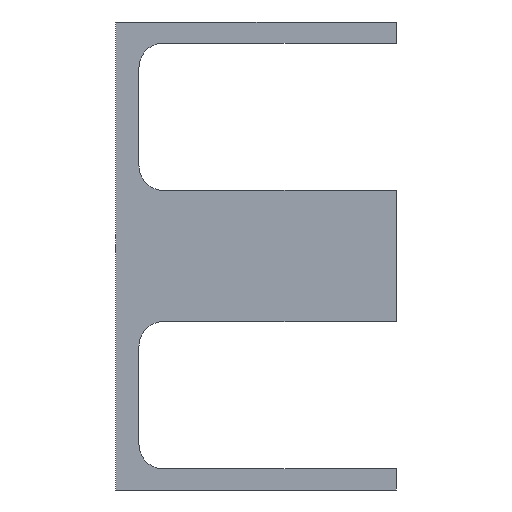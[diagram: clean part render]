
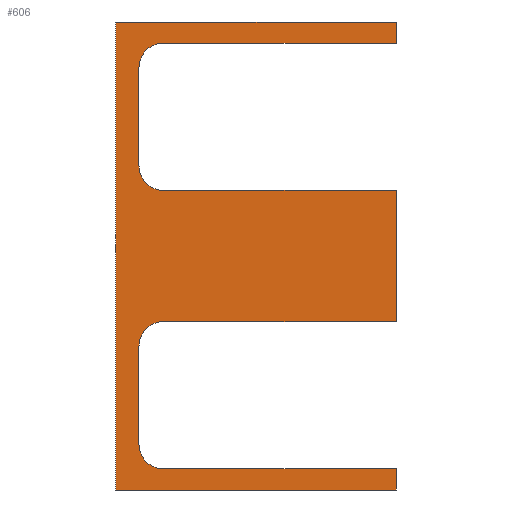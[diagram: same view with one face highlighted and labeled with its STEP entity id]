
A CAD part, left-side view. The second image highlights one B-rep face of the part: STEP entity #606.
In plain terms, the highlighted planar face has unit normal (-1, 0, 0).
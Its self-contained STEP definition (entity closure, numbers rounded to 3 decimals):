
#22 = EDGE_CURVE ( 'NONE', #334, #333, #236, .T. ) ;
#24 = EDGE_CURVE ( 'NONE', #336, #335, #237, .T. ) ;
#27 = EDGE_CURVE ( 'NONE', #335, #334, #243, .T. ) ;
#29 = EDGE_CURVE ( 'NONE', #332, #331, #249, .T. ) ;
#31 = EDGE_CURVE ( 'NONE', #333, #332, #250, .T. ) ;
#33 = EDGE_CURVE ( 'NONE', #328, #327, #256, .T. ) ;
#35 = EDGE_CURVE ( 'NONE', #331, #330, #257, .T. ) ;
#37 = EDGE_CURVE ( 'NONE', #330, #329, #261, .T. ) ;
#39 = EDGE_CURVE ( 'NONE', #329, #328, #265, .T. ) ;
#41 = EDGE_CURVE ( 'NONE', #326, #325, #271, .T. ) ;
#43 = EDGE_CURVE ( 'NONE', #327, #326, #272, .T. ) ;
#46 = EDGE_CURVE ( 'NONE', #325, #324, #278, .T. ) ;
#48 = EDGE_CURVE ( 'NONE', #324, #353, #282, .T. ) ;
#50 = EDGE_CURVE ( 'NONE', #353, #354, #286, .T. ) ;
#51 = EDGE_CURVE ( 'NONE', #354, #355, #288, .T. ) ;
#52 = EDGE_CURVE ( 'NONE', #355, #336, #290, .T. ) ;
#53 = AXIS2_PLACEMENT_3D ( 'NONE', #392, #395, #396 ) ;
#54 = AXIS2_PLACEMENT_3D ( 'NONE', #397, #410, #411 ) ;
#56 = AXIS2_PLACEMENT_3D ( 'NONE', #412, #419, #420 ) ;
#57 = AXIS2_PLACEMENT_3D ( 'NONE', #421, #436, #437 ) ;
#78 = AXIS2_PLACEMENT_3D ( 'NONE', #560, #566, #567 ) ;
#117 = EDGE_LOOP ( 'NONE', ( #188, #189, #190, #191, #192, #193, #194, #195, #196, #197, #198, #199, #200, #201, #202, #203 ) ) ;
#188 = ORIENTED_EDGE ( 'NONE', *, *, #51, .F. ) ;
#189 = ORIENTED_EDGE ( 'NONE', *, *, #50, .F. ) ;
#190 = ORIENTED_EDGE ( 'NONE', *, *, #48, .F. ) ;
#191 = ORIENTED_EDGE ( 'NONE', *, *, #46, .F. ) ;
#192 = ORIENTED_EDGE ( 'NONE', *, *, #41, .F. ) ;
#193 = ORIENTED_EDGE ( 'NONE', *, *, #43, .F. ) ;
#194 = ORIENTED_EDGE ( 'NONE', *, *, #33, .F. ) ;
#195 = ORIENTED_EDGE ( 'NONE', *, *, #39, .F. ) ;
#196 = ORIENTED_EDGE ( 'NONE', *, *, #37, .F. ) ;
#197 = ORIENTED_EDGE ( 'NONE', *, *, #35, .F. ) ;
#198 = ORIENTED_EDGE ( 'NONE', *, *, #29, .F. ) ;
#199 = ORIENTED_EDGE ( 'NONE', *, *, #31, .F. ) ;
#200 = ORIENTED_EDGE ( 'NONE', *, *, #22, .F. ) ;
#201 = ORIENTED_EDGE ( 'NONE', *, *, #27, .F. ) ;
#202 = ORIENTED_EDGE ( 'NONE', *, *, #24, .F. ) ;
#203 = ORIENTED_EDGE ( 'NONE', *, *, #52, .F. ) ;
#236 = CIRCLE ( 'NONE', #53, 5.25 ) ;
#237 = LINE ( 'NONE', #399, #238 ) ;
#238 = VECTOR ( 'NONE', #400, 1000. ) ;
#243 = LINE ( 'NONE', #405, #244 ) ;
#244 = VECTOR ( 'NONE', #406, 1000. ) ;
#249 = CIRCLE ( 'NONE', #54, 5.25 ) ;
#250 = LINE ( 'NONE', #414, #251 ) ;
#251 = VECTOR ( 'NONE', #415, 1000. ) ;
#256 = CIRCLE ( 'NONE', #56, 5.25 ) ;
#257 = LINE ( 'NONE', #423, #258 ) ;
#258 = VECTOR ( 'NONE', #424, 1000. ) ;
#261 = LINE ( 'NONE', #427, #262 ) ;
#262 = VECTOR ( 'NONE', #428, 1000. ) ;
#265 = LINE ( 'NONE', #431, #266 ) ;
#266 = VECTOR ( 'NONE', #432, 1000. ) ;
#271 = CIRCLE ( 'NONE', #57, 5.25 ) ;
#272 = LINE ( 'NONE', #440, #273 ) ;
#273 = VECTOR ( 'NONE', #441, 1000. ) ;
#278 = LINE ( 'NONE', #446, #279 ) ;
#279 = VECTOR ( 'NONE', #447, 1000. ) ;
#282 = LINE ( 'NONE', #450, #283 ) ;
#283 = VECTOR ( 'NONE', #451, 1000. ) ;
#286 = LINE ( 'NONE', #454, #287 ) ;
#287 = VECTOR ( 'NONE', #455, 1000. ) ;
#288 = LINE ( 'NONE', #456, #289 ) ;
#289 = VECTOR ( 'NONE', #457, 1000. ) ;
#290 = LINE ( 'NONE', #459, #291 ) ;
#291 = VECTOR ( 'NONE', #460, 1000. ) ;
#315 = FACE_OUTER_BOUND ( 'NONE', #117, .T. ) ;
#324 = VERTEX_POINT ( 'NONE', #458 ) ;
#325 = VERTEX_POINT ( 'NONE', #463 ) ;
#326 = VERTEX_POINT ( 'NONE', #461 ) ;
#327 = VERTEX_POINT ( 'NONE', #464 ) ;
#328 = VERTEX_POINT ( 'NONE', #438 ) ;
#329 = VERTEX_POINT ( 'NONE', #465 ) ;
#330 = VERTEX_POINT ( 'NONE', #462 ) ;
#331 = VERTEX_POINT ( 'NONE', #466 ) ;
#332 = VERTEX_POINT ( 'NONE', #435 ) ;
#333 = VERTEX_POINT ( 'NONE', #467 ) ;
#334 = VERTEX_POINT ( 'NONE', #468 ) ;
#335 = VERTEX_POINT ( 'NONE', #469 ) ;
#336 = VERTEX_POINT ( 'NONE', #470 ) ;
#353 = VERTEX_POINT ( 'NONE', #487 ) ;
#354 = VERTEX_POINT ( 'NONE', #488 ) ;
#355 = VERTEX_POINT ( 'NONE', #489 ) ;
#392 = CARTESIAN_POINT ( 'NONE',  ( 0., 49.75, 40.25 ) ) ;
#395 = DIRECTION ( 'NONE',  ( -1., 0., 0. ) ) ;
#396 = DIRECTION ( 'NONE',  ( 0., 0., 1. ) ) ;
#397 = CARTESIAN_POINT ( 'NONE',  ( 0., 49.75, 19.25 ) ) ;
#399 = CARTESIAN_POINT ( 'NONE',  ( 0., 0., 0. ) ) ;
#400 = DIRECTION ( 'NONE',  ( 0., 0., -1. ) ) ;
#405 = CARTESIAN_POINT ( 'NONE',  ( 0., 0., 45.5 ) ) ;
#406 = DIRECTION ( 'NONE',  ( 0., 1., 0. ) ) ;
#410 = DIRECTION ( 'NONE',  ( -1., 0., 0. ) ) ;
#411 = DIRECTION ( 'NONE',  ( 0., 0., 1. ) ) ;
#412 = CARTESIAN_POINT ( 'NONE',  ( 0., 49.75, -19.25 ) ) ;
#414 = CARTESIAN_POINT ( 'NONE',  ( 0., 55., 0. ) ) ;
#415 = DIRECTION ( 'NONE',  ( 0., 0., -1. ) ) ;
#419 = DIRECTION ( 'NONE',  ( -1., 0., 0. ) ) ;
#420 = DIRECTION ( 'NONE',  ( 0., 0., 1. ) ) ;
#421 = CARTESIAN_POINT ( 'NONE',  ( 0., 49.75, -40.25 ) ) ;
#423 = CARTESIAN_POINT ( 'NONE',  ( 0., 0., 14. ) ) ;
#424 = DIRECTION ( 'NONE',  ( 0., -1., 0. ) ) ;
#427 = CARTESIAN_POINT ( 'NONE',  ( 0., 0., 0. ) ) ;
#428 = DIRECTION ( 'NONE',  ( 0., 0., -1. ) ) ;
#431 = CARTESIAN_POINT ( 'NONE',  ( 0., 0., -14. ) ) ;
#432 = DIRECTION ( 'NONE',  ( 0., 1., 0. ) ) ;
#435 = CARTESIAN_POINT ( 'NONE',  ( 0., 55., 19.25 ) ) ;
#436 = DIRECTION ( 'NONE',  ( -1., 0., 0. ) ) ;
#437 = DIRECTION ( 'NONE',  ( 0., 0., 1. ) ) ;
#438 = CARTESIAN_POINT ( 'NONE',  ( 0., 49.75, -14. ) ) ;
#440 = CARTESIAN_POINT ( 'NONE',  ( 0., 55., 0. ) ) ;
#441 = DIRECTION ( 'NONE',  ( 0., 0., -1. ) ) ;
#446 = CARTESIAN_POINT ( 'NONE',  ( 0., 0., -45.5 ) ) ;
#447 = DIRECTION ( 'NONE',  ( 0., -1., 0. ) ) ;
#450 = CARTESIAN_POINT ( 'NONE',  ( 0., 0., 0. ) ) ;
#451 = DIRECTION ( 'NONE',  ( 0., 0., -1. ) ) ;
#454 = CARTESIAN_POINT ( 'NONE',  ( 0., 0., -50. ) ) ;
#455 = DIRECTION ( 'NONE',  ( 0., 1., 0. ) ) ;
#456 = CARTESIAN_POINT ( 'NONE',  ( 0., 60., 0. ) ) ;
#457 = DIRECTION ( 'NONE',  ( 0., 0., 1. ) ) ;
#458 = CARTESIAN_POINT ( 'NONE',  ( 0., 0., -45.5 ) ) ;
#459 = CARTESIAN_POINT ( 'NONE',  ( 0., 0., 50. ) ) ;
#460 = DIRECTION ( 'NONE',  ( 0., -1., 0. ) ) ;
#461 = CARTESIAN_POINT ( 'NONE',  ( 0., 55., -40.25 ) ) ;
#462 = CARTESIAN_POINT ( 'NONE',  ( 0., 0., 14. ) ) ;
#463 = CARTESIAN_POINT ( 'NONE',  ( 0., 49.75, -45.5 ) ) ;
#464 = CARTESIAN_POINT ( 'NONE',  ( 0., 55., -19.25 ) ) ;
#465 = CARTESIAN_POINT ( 'NONE',  ( 0., 0., -14. ) ) ;
#466 = CARTESIAN_POINT ( 'NONE',  ( 0., 49.75, 14. ) ) ;
#467 = CARTESIAN_POINT ( 'NONE',  ( 0., 55., 40.25 ) ) ;
#468 = CARTESIAN_POINT ( 'NONE',  ( 0., 49.75, 45.5 ) ) ;
#469 = CARTESIAN_POINT ( 'NONE',  ( 0., 0., 45.5 ) ) ;
#470 = CARTESIAN_POINT ( 'NONE',  ( 0., 0., 50. ) ) ;
#487 = CARTESIAN_POINT ( 'NONE',  ( 0., 0., -50. ) ) ;
#488 = CARTESIAN_POINT ( 'NONE',  ( 0., 60., -50. ) ) ;
#489 = CARTESIAN_POINT ( 'NONE',  ( 0., 60., 50. ) ) ;
#557 = PLANE ( 'NONE',  #78 ) ;
#560 = CARTESIAN_POINT ( 'NONE',  ( 0., 0., 0. ) ) ;
#566 = DIRECTION ( 'NONE',  ( 1., 0., 0. ) ) ;
#567 = DIRECTION ( 'NONE',  ( 0., 0., -1. ) ) ;
#606 = ADVANCED_FACE ( 'NONE', ( #315 ), #557, .F. ) ;
